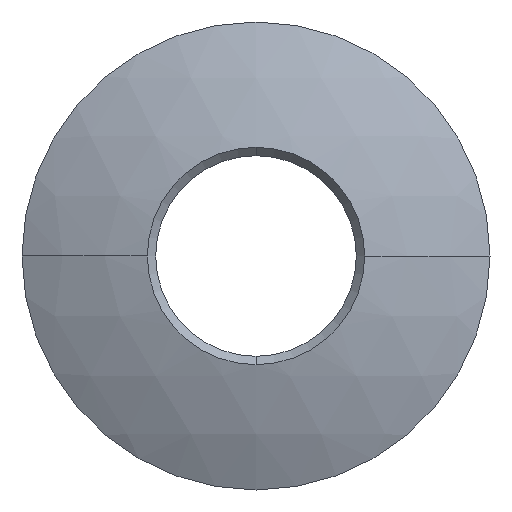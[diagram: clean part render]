
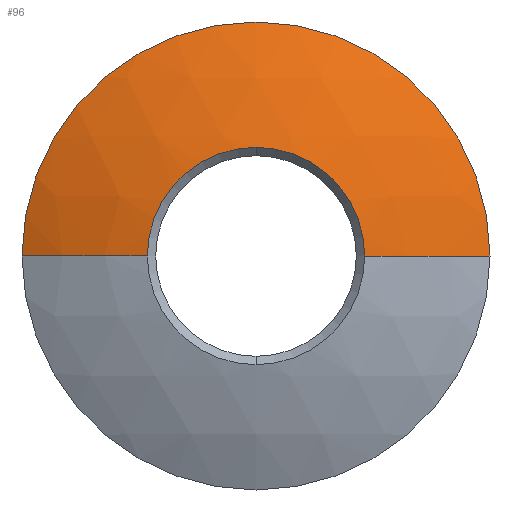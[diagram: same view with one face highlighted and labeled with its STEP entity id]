
A CAD part, front view. The second image highlights one B-rep face of the part: STEP entity #96.
In plain terms, the highlighted spherical face has radius 16 mm.
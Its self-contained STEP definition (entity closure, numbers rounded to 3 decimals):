
#38 = EDGE_CURVE ( 'NONE', #129, #47, #485, .T. ) ;
#41 = ORIENTED_EDGE ( 'NONE', *, *, #38, .F. ) ;
#46 = EDGE_CURVE ( 'NONE', #101, #90, #461, .T. ) ;
#47 = VERTEX_POINT ( 'NONE', #456 ) ;
#48 = ORIENTED_EDGE ( 'NONE', *, *, #59, .F. ) ;
#49 = ORIENTED_EDGE ( 'NONE', *, *, #89, .F. ) ;
#59 = EDGE_CURVE ( 'NONE', #47, #254, #554, .T. ) ;
#89 = EDGE_CURVE ( 'NONE', #254, #90, #446, .T. ) ;
#90 = VERTEX_POINT ( 'NONE', #441 ) ;
#96 = ADVANCED_FACE ( 'NONE', ( #430 ), #429, .T. ) ;
#97 = EDGE_LOOP ( 'NONE', ( #98, #99, #102, #49, #48, #41 ) ) ;
#98 = ORIENTED_EDGE ( 'NONE', *, *, #128, .T. ) ;
#99 = ORIENTED_EDGE ( 'NONE', *, *, #100, .T. ) ;
#100 = EDGE_CURVE ( 'NONE', #113, #101, #427, .T. ) ;
#101 = VERTEX_POINT ( 'NONE', #540 ) ;
#102 = ORIENTED_EDGE ( 'NONE', *, *, #46, .T. ) ;
#113 = VERTEX_POINT ( 'NONE', #517 ) ;
#128 = EDGE_CURVE ( 'NONE', #129, #113, #583, .T. ) ;
#129 = VERTEX_POINT ( 'NONE', #584 ) ;
#254 = VERTEX_POINT ( 'NONE', #891 ) ;
#424 = DIRECTION ( 'NONE',  ( 1., 0., 0. ) ) ;
#425 = DIRECTION ( 'NONE',  ( 0., 0., 1. ) ) ;
#426 = AXIS2_PLACEMENT_3D ( 'NONE', #428, #425, #424 ) ;
#427 = CIRCLE ( 'NONE', #544, 7. ) ;
#428 = CARTESIAN_POINT ( 'NONE',  ( 0., 15.666, 0. ) ) ;
#429 = SPHERICAL_SURFACE ( 'NONE', #426, 16. ) ;
#430 = FACE_OUTER_BOUND ( 'NONE', #97, .T. ) ;
#441 = CARTESIAN_POINT ( 'NONE',  ( -3.25, 0., 0. ) ) ;
#442 = DIRECTION ( 'NONE',  ( 0., 0., -1. ) ) ;
#443 = DIRECTION ( 'NONE',  ( 0., -1., 0. ) ) ;
#444 = CARTESIAN_POINT ( 'NONE',  ( 0., 0., 0. ) ) ;
#445 = AXIS2_PLACEMENT_3D ( 'NONE', #444, #443, #442 ) ;
#446 = CIRCLE ( 'NONE', #445, 3.25 ) ;
#456 = CARTESIAN_POINT ( 'NONE',  ( 3.25, 0., 0. ) ) ;
#457 = DIRECTION ( 'NONE',  ( 1., 0., 0. ) ) ;
#458 = DIRECTION ( 'NONE',  ( 0., 0., 1. ) ) ;
#459 = CARTESIAN_POINT ( 'NONE',  ( 0., 15.666, 0. ) ) ;
#460 = AXIS2_PLACEMENT_3D ( 'NONE', #459, #458, #457 ) ;
#461 = CIRCLE ( 'NONE', #460, 16. ) ;
#481 = DIRECTION ( 'NONE',  ( -1., 0., 0. ) ) ;
#482 = DIRECTION ( 'NONE',  ( 0., 0., -1. ) ) ;
#483 = CARTESIAN_POINT ( 'NONE',  ( 0., 15.666, 0. ) ) ;
#484 = AXIS2_PLACEMENT_3D ( 'NONE', #483, #482, #481 ) ;
#485 = CIRCLE ( 'NONE', #484, 16. ) ;
#517 = CARTESIAN_POINT ( 'NONE',  ( 0., 1.279, 7. ) ) ;
#540 = CARTESIAN_POINT ( 'NONE',  ( -7., 1.279, 0. ) ) ;
#541 = DIRECTION ( 'NONE',  ( 0., 0., -1. ) ) ;
#542 = DIRECTION ( 'NONE',  ( 0., -1., 0. ) ) ;
#543 = CARTESIAN_POINT ( 'NONE',  ( 0., 1.279, 0. ) ) ;
#544 = AXIS2_PLACEMENT_3D ( 'NONE', #543, #542, #541 ) ;
#550 = DIRECTION ( 'NONE',  ( 0., 0., -1. ) ) ;
#551 = DIRECTION ( 'NONE',  ( 0., -1., 0. ) ) ;
#552 = CARTESIAN_POINT ( 'NONE',  ( 0., 0., 0. ) ) ;
#553 = AXIS2_PLACEMENT_3D ( 'NONE', #552, #551, #550 ) ;
#554 = CIRCLE ( 'NONE', #553, 3.25 ) ;
#579 = DIRECTION ( 'NONE',  ( 0., 0., -1. ) ) ;
#580 = DIRECTION ( 'NONE',  ( 0., -1., 0. ) ) ;
#581 = CARTESIAN_POINT ( 'NONE',  ( 0., 1.279, 0. ) ) ;
#582 = AXIS2_PLACEMENT_3D ( 'NONE', #581, #580, #579 ) ;
#583 = CIRCLE ( 'NONE', #582, 7. ) ;
#584 = CARTESIAN_POINT ( 'NONE',  ( 7., 1.279, 0. ) ) ;
#891 = CARTESIAN_POINT ( 'NONE',  ( 0., 0., 3.25 ) ) ;
